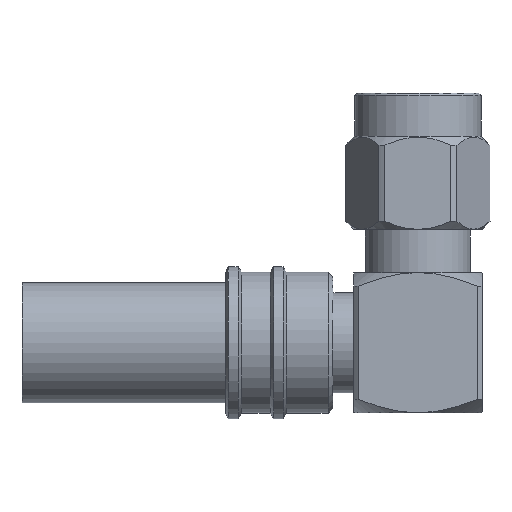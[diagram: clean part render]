
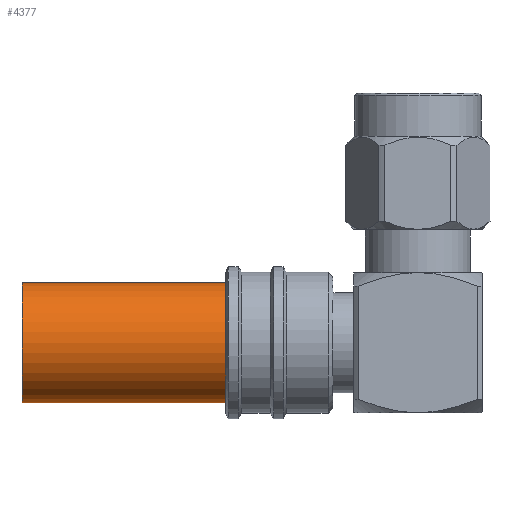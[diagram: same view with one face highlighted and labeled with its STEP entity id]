
A CAD part, front view. The second image highlights one B-rep face of the part: STEP entity #4377.
In plain terms, the highlighted cylindrical face has radius 3.75 mm (diameter 7.5 mm), a partial arc.
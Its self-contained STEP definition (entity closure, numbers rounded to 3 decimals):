
#27 = EDGE_CURVE ( 'NONE', #28, #3137, #2360, .T. ) ;
#28 = VERTEX_POINT ( 'NONE', #6637 ) ;
#311 = DIRECTION ( 'NONE',  ( 1., 0., 0. ) ) ;
#574 = EDGE_CURVE ( 'NONE', #28, #671, #4806, .T. ) ;
#671 = VERTEX_POINT ( 'NONE', #5248 ) ;
#956 = AXIS2_PLACEMENT_3D ( 'NONE', #5493, #4447, #1745 ) ;
#1307 = DIRECTION ( 'NONE',  ( -1., 0., 0. ) ) ;
#1411 = ORIENTED_EDGE ( 'NONE', *, *, #27, .T. ) ;
#1497 = CARTESIAN_POINT ( 'NONE',  ( -24.7, 0., 0. ) ) ;
#1745 = DIRECTION ( 'NONE',  ( 0., 0., 1. ) ) ;
#1964 = DIRECTION ( 'NONE',  ( 0., 0., 1. ) ) ;
#1993 = AXIS2_PLACEMENT_3D ( 'NONE', #2908, #6125, #3506 ) ;
#2257 = EDGE_CURVE ( 'NONE', #3137, #5833, #5389, .T. ) ;
#2360 = CIRCLE ( 'NONE', #956, 3.75 ) ;
#2532 = ORIENTED_EDGE ( 'NONE', *, *, #2257, .T. ) ;
#2591 = DIRECTION ( 'NONE',  ( -1., 0., 0. ) ) ;
#2908 = CARTESIAN_POINT ( 'NONE',  ( -12., 0., 0. ) ) ;
#3137 = VERTEX_POINT ( 'NONE', #5023 ) ;
#3240 = FACE_OUTER_BOUND ( 'NONE', #3410, .T. ) ;
#3410 = EDGE_LOOP ( 'NONE', ( #5167, #1411, #2532, #7054 ) ) ;
#3506 = DIRECTION ( 'NONE',  ( 0., 0., 1. ) ) ;
#4103 = CYLINDRICAL_SURFACE ( 'NONE', #1993, 3.75 ) ;
#4377 = ADVANCED_FACE ( 'NONE', ( #3240 ), #4103, .T. ) ;
#4447 = DIRECTION ( 'NONE',  ( -1., 0., 0. ) ) ;
#4806 = LINE ( 'NONE', #6731, #5490 ) ;
#4856 = CARTESIAN_POINT ( 'NONE',  ( -12., 0., 3.75 ) ) ;
#5023 = CARTESIAN_POINT ( 'NONE',  ( -12., 0., 3.75 ) ) ;
#5131 = AXIS2_PLACEMENT_3D ( 'NONE', #1497, #311, #1964 ) ;
#5167 = ORIENTED_EDGE ( 'NONE', *, *, #574, .F. ) ;
#5204 = CIRCLE ( 'NONE', #5131, 3.75 ) ;
#5248 = CARTESIAN_POINT ( 'NONE',  ( -24.7, 0., -3.75 ) ) ;
#5389 = LINE ( 'NONE', #4856, #6401 ) ;
#5490 = VECTOR ( 'NONE', #1307, 1000. ) ;
#5493 = CARTESIAN_POINT ( 'NONE',  ( -12., 0., 0. ) ) ;
#5573 = EDGE_CURVE ( 'NONE', #5833, #671, #5204, .T. ) ;
#5833 = VERTEX_POINT ( 'NONE', #5979 ) ;
#5979 = CARTESIAN_POINT ( 'NONE',  ( -24.7, 0., 3.75 ) ) ;
#6125 = DIRECTION ( 'NONE',  ( -1., 0., 0. ) ) ;
#6401 = VECTOR ( 'NONE', #2591, 1000. ) ;
#6637 = CARTESIAN_POINT ( 'NONE',  ( -12., 0., -3.75 ) ) ;
#6731 = CARTESIAN_POINT ( 'NONE',  ( -12., 0., -3.75 ) ) ;
#7054 = ORIENTED_EDGE ( 'NONE', *, *, #5573, .T. ) ;
